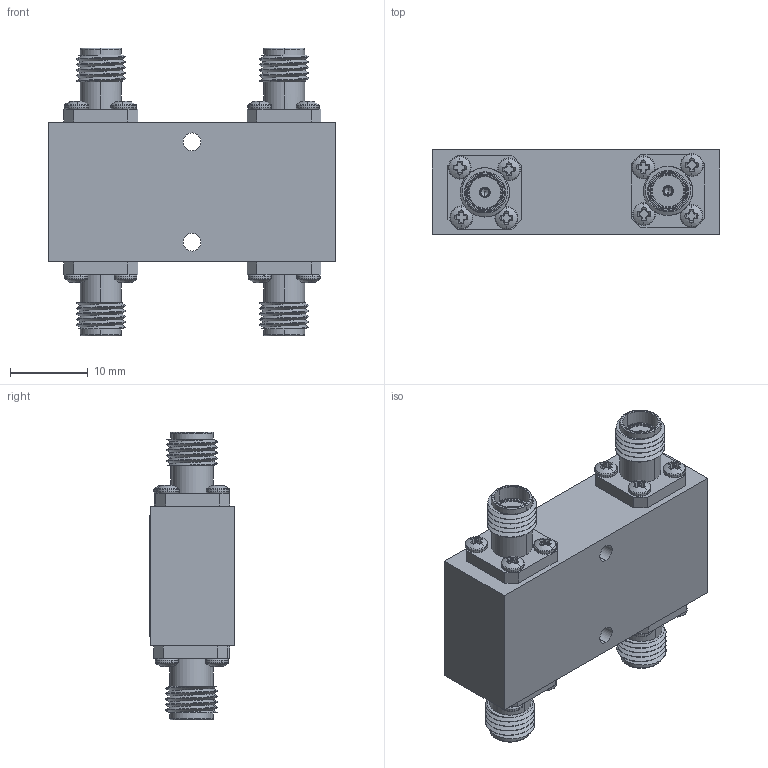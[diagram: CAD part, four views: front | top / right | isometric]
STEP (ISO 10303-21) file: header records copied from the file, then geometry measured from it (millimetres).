
FILE_DESCRIPTION (( 'STEP AP214' ), '1' );
FILE_NAME ('QC-4G40G-SFF-50W ASSEMBLY.STEP', '2021-04-29T13:03:58', ( '' ), ( '' ), 'SwSTEP 2.0', 'SolidWorks 2014', '' );
FILE_SCHEMA (( 'AUTOMOTIVE_DESIGN' ));
Length unit declared in the file: inch
Products named in the file (6): QC-4G40G-SFF-50W ASSEMBLY; PL80-611; QC-4G40G-SFF-50W BASE; 0-80 Phillips Pan Head - 0.125 Inch_91400A030; PMI LOGO MDH; QC-4G40G-SFF-50W LABEL
Assembly tree (23 placements, depth 2):
  QC-4G40G-SFF-50W ASSEMBLY
    QC-4G40G-SFF-50W BASE
    QC-4G40G-SFF-50W LABEL
    PL80-611  x4
    0-80 Phillips Pan Head - 0.125 Inch_91400A030  x16
    PMI LOGO MDH
Bounding box: 37.08 x 11.02 x 37.08 mm (x, y, z)
Volume: 8491.4 mm3; surface area: 6433 mm2
Topology: 26 solids, 26 shells, 3078 faces, 8410 edges, 5504 vertices
Faces by surface type: plane 1104, cylinder 1011, bspline 539, torus 248, cone 144, sphere 32
Entity records: 78806 total; most frequent: CARTESIAN_POINT 29113, ORIENTED_EDGE 7704, DIRECTION 4865, EDGE_CURVE 3852, VERTEX_POINT 2549, LINE 2523, VECTOR 2523, EDGE_LOOP 1735
